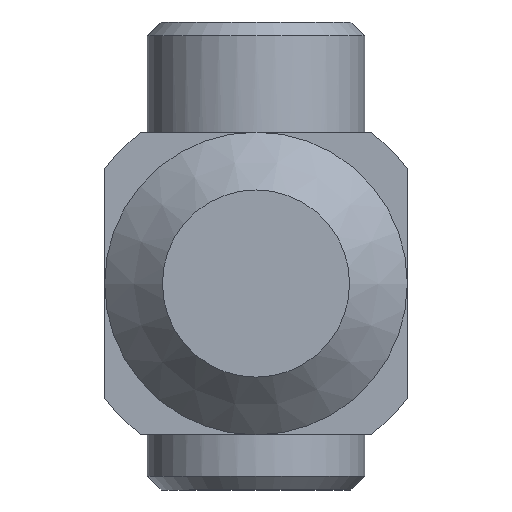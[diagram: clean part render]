
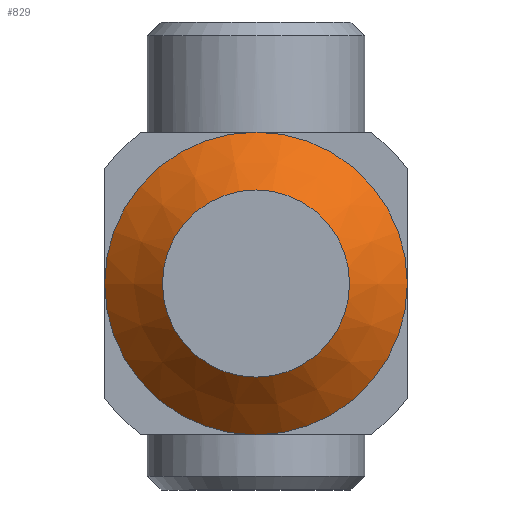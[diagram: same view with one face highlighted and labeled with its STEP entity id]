
A CAD part, front view. The second image highlights one B-rep face of the part: STEP entity #829.
In plain terms, the highlighted conical face has half-angle 45 degrees and reference radius 5.5 mm.
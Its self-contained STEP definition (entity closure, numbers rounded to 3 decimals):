
#48=CONICAL_SURFACE('',#911,5.5,0.785);
#70=LINE('',#1653,#116);
#116=VECTOR('',#1040,5.5);
#171=FACE_OUTER_BOUND('',#221,.T.);
#221=EDGE_LOOP('',(#598,#599,#600,#601,#602,#603,#604,#605));
#283=CIRCLE('',#912,5.5);
#284=CIRCLE('',#913,5.5);
#285=CIRCLE('',#914,3.4);
#286=CIRCLE('',#915,3.4);
#287=CIRCLE('',#916,5.5);
#288=CIRCLE('',#917,5.5);
#363=VERTEX_POINT('',#1647);
#364=VERTEX_POINT('',#1648);
#365=VERTEX_POINT('',#1650);
#366=VERTEX_POINT('',#1652);
#367=VERTEX_POINT('',#1654);
#368=VERTEX_POINT('',#1657);
#456=EDGE_CURVE('',#363,#364,#283,.T.);
#457=EDGE_CURVE('',#364,#365,#284,.T.);
#458=EDGE_CURVE('',#365,#366,#70,.T.);
#459=EDGE_CURVE('',#366,#367,#285,.T.);
#460=EDGE_CURVE('',#367,#366,#286,.T.);
#461=EDGE_CURVE('',#365,#368,#287,.T.);
#462=EDGE_CURVE('',#368,#363,#288,.T.);
#598=ORIENTED_EDGE('',*,*,#456,.T.);
#599=ORIENTED_EDGE('',*,*,#457,.T.);
#600=ORIENTED_EDGE('',*,*,#458,.T.);
#601=ORIENTED_EDGE('',*,*,#459,.T.);
#602=ORIENTED_EDGE('',*,*,#460,.T.);
#603=ORIENTED_EDGE('',*,*,#458,.F.);
#604=ORIENTED_EDGE('',*,*,#461,.T.);
#605=ORIENTED_EDGE('',*,*,#462,.T.);
#829=ADVANCED_FACE('',(#171),#48,.T.);
#911=AXIS2_PLACEMENT_3D('',#1646,#1034,#1035);
#912=AXIS2_PLACEMENT_3D('',#1649,#1036,#1037);
#913=AXIS2_PLACEMENT_3D('',#1651,#1038,#1039);
#914=AXIS2_PLACEMENT_3D('',#1655,#1041,#1042);
#915=AXIS2_PLACEMENT_3D('',#1656,#1043,#1044);
#916=AXIS2_PLACEMENT_3D('',#1658,#1045,#1046);
#917=AXIS2_PLACEMENT_3D('',#1659,#1047,#1048);
#1034=DIRECTION('center_axis',(0.,1.,0.));
#1035=DIRECTION('ref_axis',(-1.,0.,0.));
#1036=DIRECTION('center_axis',(0.,-1.,0.));
#1037=DIRECTION('ref_axis',(-1.,0.,0.));
#1038=DIRECTION('center_axis',(0.,-1.,0.));
#1039=DIRECTION('ref_axis',(-1.,0.,0.));
#1040=DIRECTION('',(-0.707,-0.707,0.));
#1041=DIRECTION('center_axis',(0.,1.,0.));
#1042=DIRECTION('ref_axis',(-1.,0.,0.));
#1043=DIRECTION('center_axis',(0.,1.,0.));
#1044=DIRECTION('ref_axis',(-1.,0.,0.));
#1045=DIRECTION('center_axis',(0.,-1.,0.));
#1046=DIRECTION('ref_axis',(-1.,0.,0.));
#1047=DIRECTION('center_axis',(0.,-1.,0.));
#1048=DIRECTION('ref_axis',(-1.,0.,0.));
#1646=CARTESIAN_POINT('Origin',(0.,-13.,
0.));
#1647=CARTESIAN_POINT('',(-5.5,-13.,0.));
#1648=CARTESIAN_POINT('',(0.,-13.,-5.5));
#1649=CARTESIAN_POINT('Origin',(0.,-13.,
0.));
#1650=CARTESIAN_POINT('',(5.5,-13.,0.));
#1651=CARTESIAN_POINT('Origin',(0.,-13.,
0.));
#1652=CARTESIAN_POINT('',(3.4,-15.1,0.));
#1653=CARTESIAN_POINT('',(5.5,-13.,0.));
#1654=CARTESIAN_POINT('',(-3.4,-15.1,0.));
#1655=CARTESIAN_POINT('Origin',(0.,-15.1,
0.));
#1656=CARTESIAN_POINT('Origin',(0.,-15.1,
0.));
#1657=CARTESIAN_POINT('',(0.,-13.,5.5));
#1658=CARTESIAN_POINT('Origin',(0.,-13.,
0.));
#1659=CARTESIAN_POINT('Origin',(0.,-13.,
0.));
